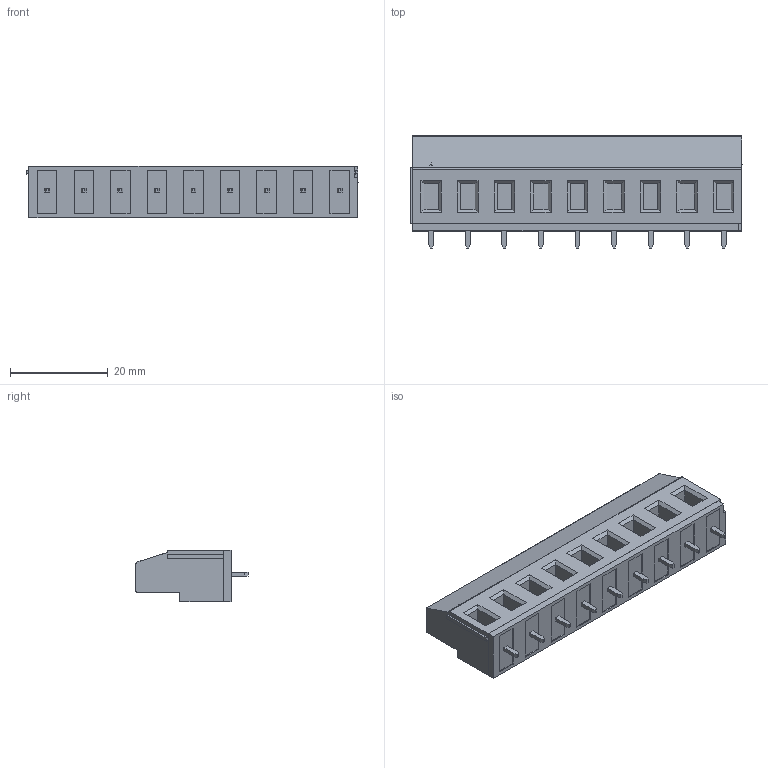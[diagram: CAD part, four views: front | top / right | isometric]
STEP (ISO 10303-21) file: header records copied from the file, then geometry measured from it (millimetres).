
FILE_DESCRIPTION (( 'STEP AP214' ), '1' );
FILE_NAME ('DG129-7.5-09P-14-00AH.STEP', '2021-01-12T19:48:16', ( '' ), ( '' ), 'SwSTEP 2.0', 'SolidWorks 2020', '' );
FILE_SCHEMA (( 'AUTOMOTIVE_DESIGN' ));
Length unit declared in the file: millimetre
Products named in the file (1): DG129-7.5-09P-14-00AH
Bounding box: 68.1 x 23 x 10.5 mm (x, y, z)
Volume: 10699.9 mm3; surface area: 6182.1 mm2
Topology: 1 solids, 1 shells, 846 faces, 2153 edges, 1397 vertices
Faces by surface type: plane 499, bspline 197, cylinder 89, torus 45, cone 16
Entity records: 40462 total; most frequent: CARTESIAN_POINT 15454, ORIENTED_EDGE 4306, DIRECTION 3379, EDGE_CURVE 2153, LINE 1403, VECTOR 1403, VERTEX_POINT 1397, AXIS2_PLACEMENT_3D 988
